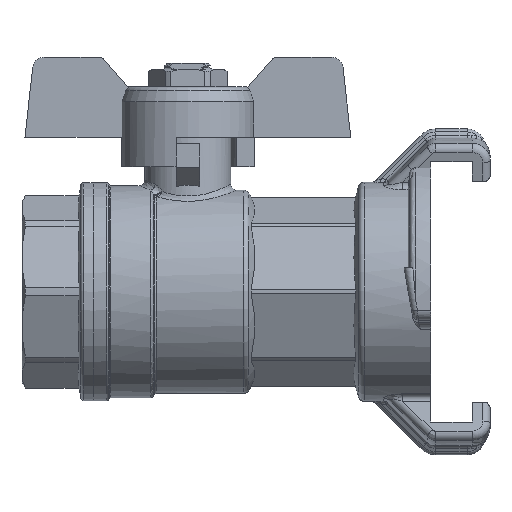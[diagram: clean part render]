
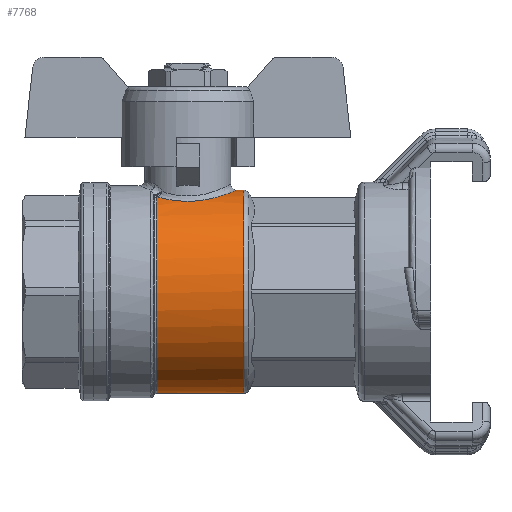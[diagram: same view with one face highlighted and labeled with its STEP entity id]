
A CAD part, top view. The second image highlights one B-rep face of the part: STEP entity #7768.
In plain terms, the highlighted cylindrical face has radius 17.15 mm (diameter 34.3 mm), a partial arc.
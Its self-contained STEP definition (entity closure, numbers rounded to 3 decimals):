
#2072=CARTESIAN_POINT('',(0.,-26.577,0.));
#2073=DIRECTION('',(0.,-1.,0.));
#2074=DIRECTION('',(-1.,0.,0.));
#2075=AXIS2_PLACEMENT_3D('',#2072,#2073,#2074);
#2077=CARTESIAN_POINT('',(0.,-26.577,0.));
#2078=DIRECTION('',(0.,-1.,0.));
#2079=DIRECTION('',(-1.,0.,-0.009));
#2080=AXIS2_PLACEMENT_3D('',#2077,#2078,#2079);
#2216=DIRECTION('',(0.,-1.,0.));
#2217=VECTOR('',#2216,14.701);
#2218=CARTESIAN_POINT('',(-17.15,-26.577,0.));
#2219=LINE('',#2218,#2217);
#2220=CARTESIAN_POINT('',(15.912,-41.278,
-6.397));
#2221=CARTESIAN_POINT('',(15.92,-41.278,
-6.378));
#2222=CARTESIAN_POINT('',(15.935,-41.276,
-6.341));
#2223=CARTESIAN_POINT('',(15.955,-41.267,
-6.289));
#2224=CARTESIAN_POINT('',(15.974,-41.254,
-6.242));
#2225=CARTESIAN_POINT('',(15.99,-41.236,
-6.2));
#2226=CARTESIAN_POINT('',(16.005,-41.214,
-6.162));
#2227=CARTESIAN_POINT('',(16.019,-41.186,
-6.124));
#2228=CARTESIAN_POINT('',(16.028,-41.163,
-6.101));
#2229=CARTESIAN_POINT('',(16.032,-41.15,
-6.09));
#2230=CARTESIAN_POINT('',(16.032,-41.15,
-6.09));
#2232=DIRECTION('',(0.,-1.,0.));
#2233=VECTOR('',#2232,1.173);
#2234=CARTESIAN_POINT('',(17.15,-26.577,0.));
#2235=LINE('',#2234,#2233);
#2282=CARTESIAN_POINT('',(17.15,-27.75,0.));
#2284=CARTESIAN_POINT('',(17.15,-27.75,0.));
#2285=CARTESIAN_POINT('',(17.15,-27.75,
-0.438));
#2286=CARTESIAN_POINT('',(17.117,-27.826,
-1.341));
#2287=CARTESIAN_POINT('',(16.939,-28.248,
-2.823));
#2288=CARTESIAN_POINT('',(16.632,-29.023,
-4.257));
#2289=CARTESIAN_POINT('',(16.291,-29.986,
-5.391));
#2290=CARTESIAN_POINT('',(15.98,-30.998,
-6.246));
#2291=CARTESIAN_POINT('',(15.658,-32.275,
-7.008));
#2292=CARTESIAN_POINT('',(15.402,-33.748,
-7.547));
#2293=CARTESIAN_POINT('',(15.266,-35.269,
-7.815));
#2294=CARTESIAN_POINT('',(15.276,-36.943,
-7.796));
#2295=CARTESIAN_POINT('',(15.434,-38.482,
-7.483));
#2296=CARTESIAN_POINT('',(15.703,-39.926,
-6.907));
#2297=CARTESIAN_POINT('',(15.92,-40.758,
-6.386));
#2298=CARTESIAN_POINT('',(16.032,-41.15,
-6.09));
#3069=CARTESIAN_POINT('',(0.,-41.278,0.));
#3070=DIRECTION('',(0.,1.,0.));
#3071=DIRECTION('',(0.928,0.,-0.373));
#3072=AXIS2_PLACEMENT_3D('',#3069,#3070,#3071);
#3074=CARTESIAN_POINT('',(0.,-41.278,0.));
#3075=DIRECTION('',(0.,1.,0.));
#3076=DIRECTION('',(-0.939,0.,-0.343));
#3077=AXIS2_PLACEMENT_3D('',#3074,#3075,#3076);
#3101=CARTESIAN_POINT('',(16.032,-41.15,
-6.09));
#4114=VERTEX_POINT('',#3101);
#4115=VERTEX_POINT('',#2282);
#4117=CARTESIAN_POINT('',(-17.15,-26.577,0.));
#4118=CARTESIAN_POINT('',(-17.15,-41.278,0.));
#4119=VERTEX_POINT('',#4117);
#4120=VERTEX_POINT('',#4118);
#4123=CARTESIAN_POINT('',(17.15,-26.577,0.));
#4124=VERTEX_POINT('',#4123);
#4126=CARTESIAN_POINT('',(-16.11,-41.278,
-5.881));
#4127=VERTEX_POINT('',#4126);
#4128=CARTESIAN_POINT('',(15.912,-41.278,
-6.397));
#4129=VERTEX_POINT('',#4128);
#4130=CARTESIAN_POINT('',(-17.149,-26.577,
-0.155));
#4131=VERTEX_POINT('',#4130);
#7747=CARTESIAN_POINT('',(0.,18.35,0.));
#7748=DIRECTION('',(0.,-1.,0.));
#7749=DIRECTION('',(-1.,0.,0.));
#7750=AXIS2_PLACEMENT_3D('',#7747,#7748,#7749);
#7751=CYLINDRICAL_SURFACE('',#7750,17.15);
#7753=ORIENTED_EDGE('',*,*,#7752,.T.);
#7755=ORIENTED_EDGE('',*,*,#7754,.F.);
#7757=ORIENTED_EDGE('',*,*,#7756,.F.);
#7759=ORIENTED_EDGE('',*,*,#7758,.T.);
#7761=ORIENTED_EDGE('',*,*,#7760,.F.);
#7763=ORIENTED_EDGE('',*,*,#7762,.F.);
#7764=ORIENTED_EDGE('',*,*,#7531,.F.);
#7765=ORIENTED_EDGE('',*,*,#7529,.F.);
#7766=EDGE_LOOP('',(#7753,#7755,#7757,#7759,#7761,#7763,#7764,#7765));
#7767=FACE_OUTER_BOUND('',#7766,.F.);
#7768=ADVANCED_FACE('',(#7767),#7751,.T.);
#2076=CIRCLE('',#2075,17.15);
#2081=CIRCLE('',#2080,17.15);
#2231=B_SPLINE_CURVE_WITH_KNOTS('',3,(#2220,#2221,#2222,#2223,#2224,#2225,#2226,
#2227,#2228,#2229,#2230),.UNSPECIFIED.,.F.,.F.,(4,1,1,1,1,1,1,1,4),(0.,
0.165,0.316,0.455,0.587,
0.715,0.85,1.,1.),.UNSPECIFIED.);
#2299=B_SPLINE_CURVE_WITH_KNOTS('',3,(#2284,#2285,#2286,#2287,#2288,#2289,#2290,
#2291,#2292,#2293,#2294,#2295,#2296,#2297,#2298),.UNSPECIFIED.,.F.,.F.,(4,1,1,1,
1,1,1,1,1,1,1,1,4),(0.,0.083,0.167,0.25,
0.333,0.417,0.5,0.583,0.667,
0.75,0.833,0.917,1.),.UNSPECIFIED.);
#3073=CIRCLE('',#3072,17.15);
#3078=CIRCLE('',#3077,17.15);
#7529=EDGE_CURVE('',#4119,#4131,#2076,.T.);
#7531=EDGE_CURVE('',#4131,#4124,#2081,.T.);
#7752=EDGE_CURVE('',#4119,#4120,#2219,.T.);
#7754=EDGE_CURVE('',#4127,#4120,#3078,.T.);
#7756=EDGE_CURVE('',#4129,#4127,#3073,.T.);
#7758=EDGE_CURVE('',#4129,#4114,#2231,.T.);
#7760=EDGE_CURVE('',#4115,#4114,#2299,.T.);
#7762=EDGE_CURVE('',#4124,#4115,#2235,.T.);
